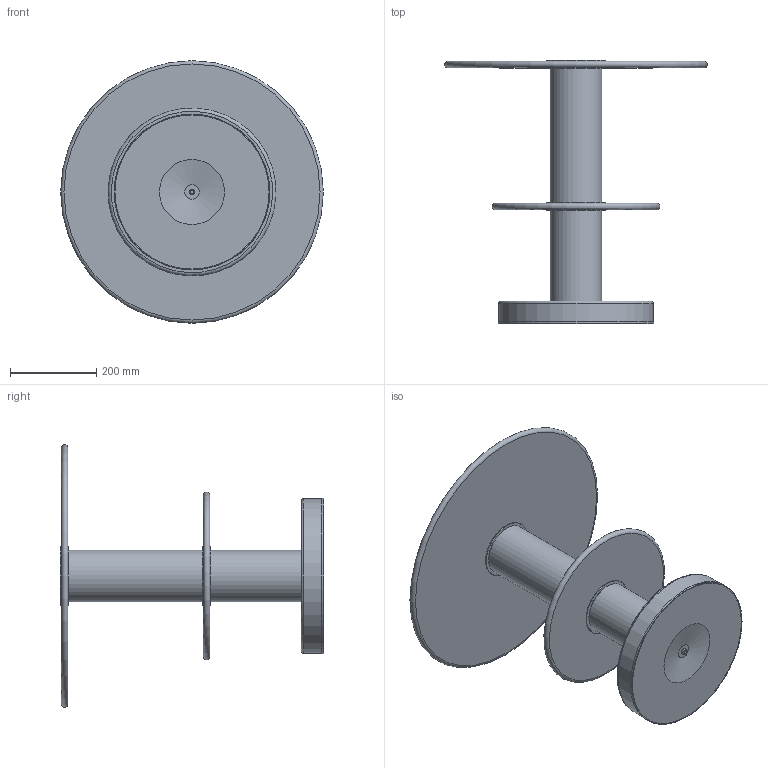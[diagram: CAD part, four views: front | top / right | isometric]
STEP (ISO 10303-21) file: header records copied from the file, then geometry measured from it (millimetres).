
FILE_DESCRIPTION(/* description */ (''),/* implementation_level */ '2;1');
FILE_NAME(/* name */ 'COMPLEMENTI D''F2710TB150TR10.stp',/* time_stamp */ '2020-01-22T12:00:10+01:00',/* author */ ('sghezzi'),/* organization */ (''),/* preprocessor_version */ 'ST-DEVELOPER v17.2',/* originating_system */ 'Autodesk Inventor 2019',/* authorisation */ '');
FILE_SCHEMA (('AUTOMOTIVE_DESIGN { 1 0 10303 214 3 1 1 }'));
Length unit declared in the file: millimetre
Products named in the file (11): F2710TB150TR10; 011006253 COPRIBASE; 011006253 ZAVORRA; 011006253 TIGE FILETTATAT; 011006253 TUBO 120X115X210; CRISTALLO INFERIORE; 011006253 TUBO 120X115X210_1; 011006253 DISCO INTERMEDIO; PANNOCARTA ADESIVO NERO; CRISTALLO INFERIORE_1; 011006253 DISCO SUPERIORE
Assembly tree (15 placements, depth 2):
  F2710TB150TR10
    011006253 COPRIBASE
    011006253 ZAVORRA
    011006253 TIGE FILETTATAT
    011006253 TUBO 120X115X210
    011006253 DISCO INTERMEDIO  x3
    CRISTALLO INFERIORE
    011006253 TUBO 120X115X210_1
    PANNOCARTA ADESIVO NERO  x4
    CRISTALLO INFERIORE_1
    011006253 DISCO SUPERIORE
Bounding box: 610 x 611.6 x 610 mm (x, y, z)
Volume: 8119412 mm3; surface area: 2293325.9 mm2
Topology: 15 solids, 15 shells, 85 faces, 158 edges, 113 vertices
Faces by surface type: plane 40, cylinder 33, cone 8, torus 4
Full cylindrical faces by diameter (mm): 9 x1, 13 x5, 13.5 x3, 18 x1, 18.5 x4, 20 x2, 115 x2, 120 x2, 133 x4, 135 x4, 334 x1, 350 x1, 358 x1, 360 x1, 362.096 x1
Entity records: 2248 total; most frequent: DIRECTION 407, CARTESIAN_POINT 312, ORIENTED_EDGE 256, AXIS2_PLACEMENT_3D 188, EDGE_CURVE 128, CIRCLE 97, EDGE_LOOP 93, VERTEX_POINT 93
